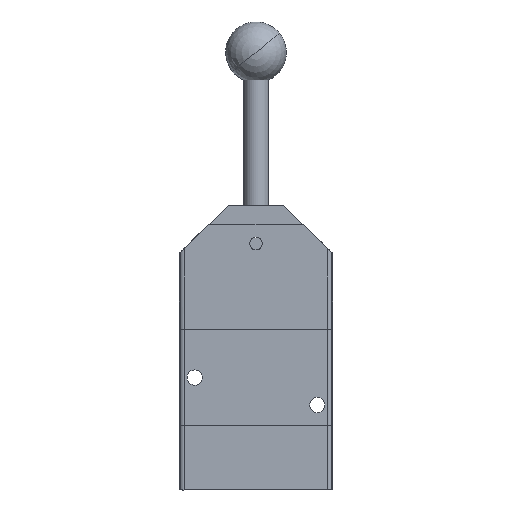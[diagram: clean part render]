
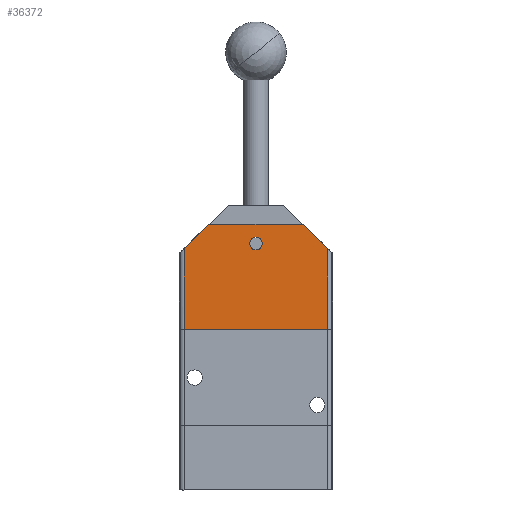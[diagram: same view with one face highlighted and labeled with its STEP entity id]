
A CAD part, front view. The second image highlights one B-rep face of the part: STEP entity #36372.
In plain terms, the highlighted face is planar.
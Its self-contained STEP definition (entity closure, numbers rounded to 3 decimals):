
#35230=CARTESIAN_POINT('',(2.05,15.0,-10.85));
#35231=VERTEX_POINT('',#35230);
#35298=CARTESIAN_POINT('',(-2.05,15.0,-10.85));
#35299=VERTEX_POINT('',#35298);
#35306=CARTESIAN_POINT('',(0.,15.0,-10.85));
#35307=DIRECTION('',(0.0,1.0,0.0));
#35308=DIRECTION('',(1.0,0.0,0.0));
#35309=AXIS2_PLACEMENT_3D('',#35306,#35307,#35308);
#35310=CIRCLE('',#35309,2.05);
#35311=EDGE_CURVE('',#35299,#35231,#35310,.T.);
#35901=CARTESIAN_POINT('',(23.5,15.0,-9.15));
#35902=VERTEX_POINT('',#35901);
#35910=CARTESIAN_POINT('',(23.5,15.0,17.15));
#35911=VERTEX_POINT('',#35910);
#35912=CARTESIAN_POINT('',(23.5,15.0,-9.15));
#35913=DIRECTION('',(0.0,0.0,1.0));
#35914=VECTOR('',#35913,26.3);
#35915=LINE('',#35912,#35914);
#35916=EDGE_CURVE('',#35902,#35911,#35915,.T.);
#35943=CARTESIAN_POINT('',(-23.5,15.0,17.15));
#35944=VERTEX_POINT('',#35943);
#35952=CARTESIAN_POINT('',(-23.5,15.0,-9.15));
#35953=VERTEX_POINT('',#35952);
#35954=CARTESIAN_POINT('',(-23.5,15.0,17.15));
#35955=DIRECTION('',(0.0,0.0,-1.0));
#35956=VECTOR('',#35955,26.3);
#35957=LINE('',#35954,#35956);
#35958=EDGE_CURVE('',#35944,#35953,#35957,.T.);
#36189=CARTESIAN_POINT('',(23.5,15.0,17.15));
#36190=DIRECTION('',(-1.0,0.0,0.0));
#36191=VECTOR('',#36190,47.0);
#36192=LINE('',#36189,#36191);
#36193=EDGE_CURVE('',#35911,#35944,#36192,.T.);
#36330=CARTESIAN_POINT('',(0.0,15.0,1.45));
#36331=DIRECTION('',(0.0,1.0,0.0));
#36332=DIRECTION('',(1.0,0.0,0.0));
#36333=AXIS2_PLACEMENT_3D('',#36330,#36331,#36332);
#36334=PLANE('',#36333);
#36335=ORIENTED_EDGE('',*,*,#35958,.F.);
#36336=ORIENTED_EDGE('',*,*,#36193,.F.);
#36337=ORIENTED_EDGE('',*,*,#35916,.F.);
#36338=CARTESIAN_POINT('',(15.5,15.0,-17.15));
#36339=VERTEX_POINT('',#36338);
#36340=CARTESIAN_POINT('',(15.5,15.0,-17.15));
#36341=DIRECTION('',(0.707,0.0,0.707));
#36342=VECTOR('',#36341,11.314);
#36343=LINE('',#36340,#36342);
#36344=EDGE_CURVE('',#36339,#35902,#36343,.T.);
#36345=ORIENTED_EDGE('',*,*,#36344,.F.);
#36346=CARTESIAN_POINT('',(-15.5,15.0,-17.15));
#36347=VERTEX_POINT('',#36346);
#36348=CARTESIAN_POINT('',(-15.5,15.0,-17.15));
#36349=DIRECTION('',(1.0,0.0,0.0));
#36350=VECTOR('',#36349,31.);
#36351=LINE('',#36348,#36350);
#36352=EDGE_CURVE('',#36347,#36339,#36351,.T.);
#36353=ORIENTED_EDGE('',*,*,#36352,.F.);
#36354=CARTESIAN_POINT('',(-23.5,15.0,-9.15));
#36355=DIRECTION('',(0.707,0.0,-0.707));
#36356=VECTOR('',#36355,11.314);
#36357=LINE('',#36354,#36356);
#36358=EDGE_CURVE('',#35953,#36347,#36357,.T.);
#36359=ORIENTED_EDGE('',*,*,#36358,.F.);
#36360=EDGE_LOOP('',(#36335,#36336,#36337,#36345,#36353,#36359));
#36361=FACE_OUTER_BOUND('',#36360,.T.);
#36362=CARTESIAN_POINT('',(0.,15.0,-10.85));
#36363=DIRECTION('',(0.0,1.0,0.0));
#36364=DIRECTION('',(1.0,0.0,0.0));
#36365=AXIS2_PLACEMENT_3D('',#36362,#36363,#36364);
#36366=CIRCLE('',#36365,2.05);
#36367=EDGE_CURVE('',#35231,#35299,#36366,.T.);
#36368=ORIENTED_EDGE('',*,*,#36367,.F.);
#36369=ORIENTED_EDGE('',*,*,#35311,.F.);
#36370=EDGE_LOOP('',(#36368,#36369));
#36371=FACE_BOUND('',#36370,.T.);
#36372=ADVANCED_FACE('',(#36361,#36371),#36334,.T.);
